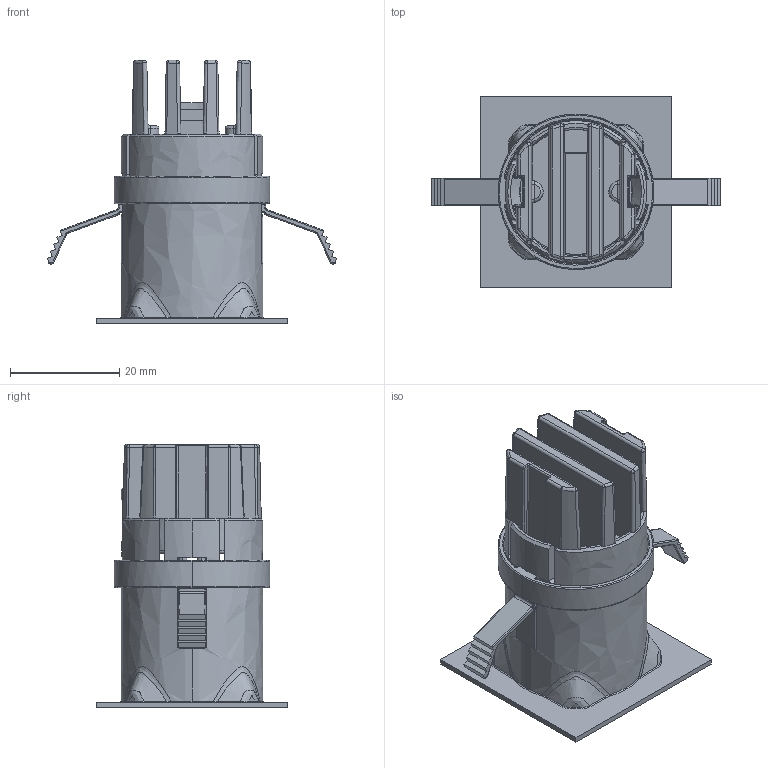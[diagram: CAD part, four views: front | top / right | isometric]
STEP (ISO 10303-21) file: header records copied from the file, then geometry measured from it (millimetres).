
FILE_DESCRIPTION(/* description */ (''),/* implementation_level */ '2;1');
FILE_NAME(/* name */ 'NL4203100_EVERYTHING 35 SQUARE',/* time_stamp */ '2018-03-06T20:13:25+01:00',/* author */ (''),/* organization */ (''),/* preprocessor_version */ 'ST-DEVELOPER v15',/* originating_system */ '',/* authorisation */ '');
FILE_SCHEMA (('CONFIG_CONTROL_DESIGN'));
Length unit declared in the file: metre
Products named in the file (2): Document; Blocco 01
Assembly tree (1 placements, depth 2):
  Document
    Blocco 01
Bounding box: 53.08 x 35 x 48.25 mm (x, y, z)
Volume: 13993 mm3; surface area: 14429.5 mm2
Topology: 4 solids, 5 shells, 461 faces, 1183 edges, 695 vertices
Faces by surface type: bspline 338, plane 123
Entity records: 24718 total; most frequent: CARTESIAN_POINT 18143, ORIENTED_EDGE 2290, EDGE_CURVE 1147, VERTEX_POINT 695, EDGE_LOOP 471, ADVANCED_FACE 461, FACE_OUTER_BOUND 461, B_SPLINE_CURVE_WITH_KNOTS 461
